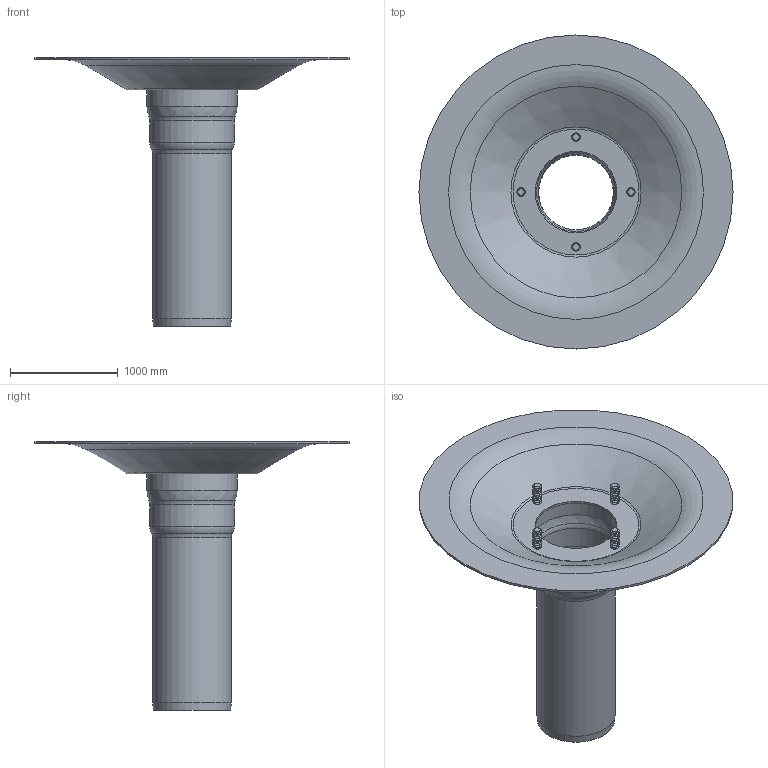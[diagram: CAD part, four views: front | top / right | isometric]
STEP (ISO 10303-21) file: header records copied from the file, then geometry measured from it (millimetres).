
FILE_DESCRIPTION(/* description */ (''),/* implementation_level */ '2;1');
FILE_NAME(/* name */ '19001.070X_3D.stp',/* time_stamp */ '2024-12-12T07:41:08+01:00',/* author */ ('CAD'),/* organization */ (''),/* preprocessor_version */ 'ST-DEVELOPER v20',/* originating_system */ 'AutoCAD Mechanical',/* authorisation */ '');
FILE_SCHEMA (('AUTOMOTIVE_DESIGN { 1 0 10303 214 3 1 1 }'));
Length unit declared in the file: centimetre
Products named in the file (4): Product; *S0; *U2; *U1
Assembly tree (6 placements, depth 3):
  Product
    *S0
    *U2
      *U1  x4
Bounding box: 2920 x 2920 x 2500 mm (x, y, z)
Volume: 196729803.8 mm3; surface area: 24016067.1 mm2
Topology: 6 solids, 6 shells, 120 faces, 244 edges, 142 vertices
Faces by surface type: cone 85, plane 13, torus 12, cylinder 8, bspline 2
Full cylindrical faces by diameter (mm): 706 x1, 730 x1, 756 x1, 764 x1, 788 x1, 814 x1, 838 x1, 2920 x1
Entity records: 1679 total; most frequent: DIRECTION 325, CARTESIAN_POINT 307, ORIENTED_EDGE 232, AXIS2_PLACEMENT_3D 145, EDGE_CURVE 116, CIRCLE 83, VERTEX_POINT 69, EDGE_LOOP 59
